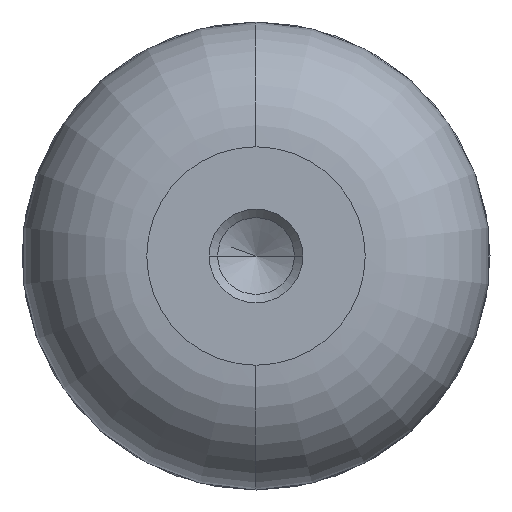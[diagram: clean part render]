
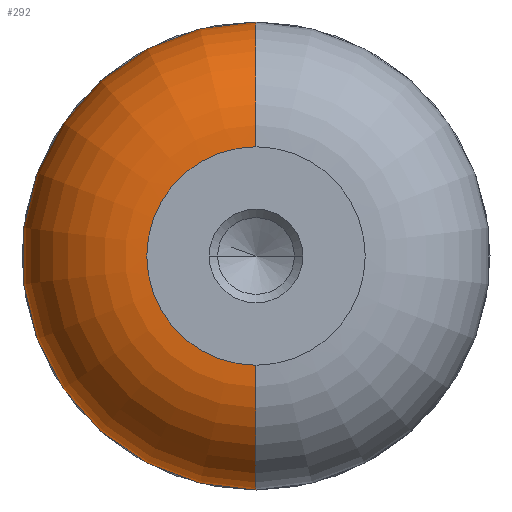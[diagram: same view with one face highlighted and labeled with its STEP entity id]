
A CAD part, left-side view. The second image highlights one B-rep face of the part: STEP entity #292.
In plain terms, the highlighted toroidal (fillet/blend) face has major radius 7 mm and minor radius 8 mm.
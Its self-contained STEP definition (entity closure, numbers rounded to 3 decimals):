
#150=EDGE_CURVE('',#270,#310,#412,.T.);
#158=EDGE_CURVE('',#270,#170,#420,.T.);
#170=VERTEX_POINT('',#433);
#196=EDGE_CURVE('',#310,#382,#461,.T.);
#252=EDGE_CURVE('',#170,#386,#524,.T.);
#258=VERTEX_POINT('',#530);
#270=VERTEX_POINT('',#543);
#292=ADVANCED_FACE('',(#570),#571,.T.);
#310=VERTEX_POINT('',#592);
#332=EDGE_CURVE('',#386,#258,#617,.T.);
#346=EDGE_CURVE('',#258,#382,#632,.T.);
#382=VERTEX_POINT('',#672);
#386=VERTEX_POINT('',#676);
#412=CIRCLE('',#695,7.0);
#420=CIRCLE('',#705,8.0);
#433=CARTESIAN_POINT('',(-15.867,0.,-12.137));
#461=CIRCLE('',#758,7.0);
#524=CIRCLE('',#841,12.137);
#530=CARTESIAN_POINT('',(-15.867,0.,12.137));
#543=CARTESIAN_POINT('',(-30.0,0.,-7.0));
#570=FACE_OUTER_BOUND('',#897,.T.);
#571=TOROIDAL_SURFACE('',#898,7.0,8.0);
#592=CARTESIAN_POINT('',(-30.0,7.0,0.0));
#617=CIRCLE('',#955,12.137);
#632=CIRCLE('',#977,8.0);
#672=CARTESIAN_POINT('',(-30.0,0.,7.0));
#676=CARTESIAN_POINT('',(-15.867,12.137,0.0));
#695=AXIS2_PLACEMENT_3D('',#1047,#1048,#1049);
#705=AXIS2_PLACEMENT_3D('',#1053,#1054,#1055);
#758=AXIS2_PLACEMENT_3D('',#1098,#1099,#1100);
#841=AXIS2_PLACEMENT_3D('',#1199,#1200,#1201);
#897=EDGE_LOOP('',(#1269,#1270,#1271,#1272,#1273,#1274));
#898=AXIS2_PLACEMENT_3D('',#1275,#1276,#1277);
#955=AXIS2_PLACEMENT_3D('',#1334,#1335,#1336);
#977=AXIS2_PLACEMENT_3D('',#1353,#1354,#1355);
#1047=CARTESIAN_POINT('',(-30.0,0.0,0.0));
#1048=DIRECTION('',(1.0,0.0,0.0));
#1049=DIRECTION('',(0.0,1.0,0.0));
#1053=CARTESIAN_POINT('',(-22.0,0.,-7.0));
#1054=DIRECTION('',(0.0,-1.0,0.));
#1055=DIRECTION('',(0.0,0.,-1.0));
#1098=CARTESIAN_POINT('',(-30.0,0.0,0.0));
#1099=DIRECTION('',(1.0,0.0,0.0));
#1100=DIRECTION('',(0.0,1.0,0.0));
#1199=CARTESIAN_POINT('',(-15.867,0.0,0.0));
#1200=DIRECTION('',(1.0,0.0,0.0));
#1201=DIRECTION('',(0.0,1.0,0.0));
#1269=ORIENTED_EDGE('',*,*,#158,.F.);
#1270=ORIENTED_EDGE('',*,*,#150,.T.);
#1271=ORIENTED_EDGE('',*,*,#196,.T.);
#1272=ORIENTED_EDGE('',*,*,#346,.F.);
#1273=ORIENTED_EDGE('',*,*,#332,.F.);
#1274=ORIENTED_EDGE('',*,*,#252,.F.);
#1275=CARTESIAN_POINT('',(-22.0,0.0,0.0));
#1276=DIRECTION('',(1.0,0.0,0.0));
#1277=DIRECTION('',(0.0,0.0,-1.0));
#1334=CARTESIAN_POINT('',(-15.867,0.0,0.0));
#1335=DIRECTION('',(1.0,0.0,0.0));
#1336=DIRECTION('',(0.0,1.0,0.0));
#1353=CARTESIAN_POINT('',(-22.0,0.,7.0));
#1354=DIRECTION('',(0.0,-1.0,0.));
#1355=DIRECTION('',(0.0,0.,1.0));
